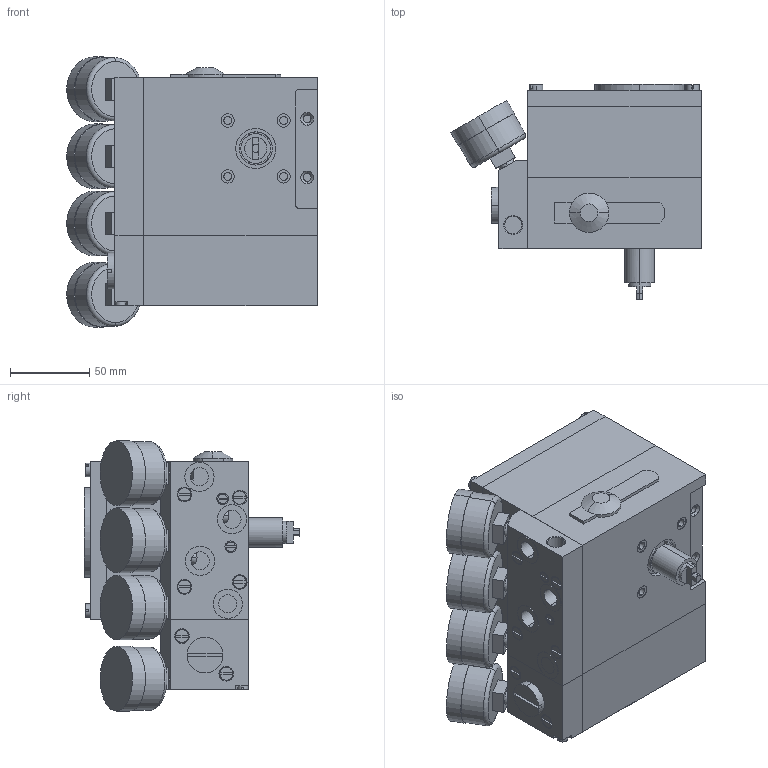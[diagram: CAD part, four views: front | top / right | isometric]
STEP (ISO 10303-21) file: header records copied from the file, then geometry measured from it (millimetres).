
FILE_DESCRIPTION (( 'STEP AP214' ), '1' );
FILE_NAME ('EP5+F5 med manometrar (4x)_140926.STEP', '2014-09-29T13:58:12', ( '' ), ( '' ), 'SwSTEP 2.0', 'SolidWorks 2014', '' );
FILE_SCHEMA (( 'AUTOMOTIVE_DESIGN' ));
Length unit declared in the file: millimetre
Products named in the file (1): EP5+F5 med manometrar (4x)_140926
Bounding box: 158.65 x 136.4 x 171.1 mm (x, y, z)
Volume: 1638908.7 mm3; surface area: 223968.4 mm2
Topology: 18 solids, 18 shells, 500 faces, 1143 edges, 748 vertices
Faces by surface type: plane 303, cylinder 167, cone 22, torus 8
Entity records: 14520 total; most frequent: CARTESIAN_POINT 2571, DIRECTION 2562, ORIENTED_EDGE 2286, EDGE_CURVE 1143, AXIS2_PLACEMENT_3D 943, VERTEX_POINT 748, LINE 676, VECTOR 676
